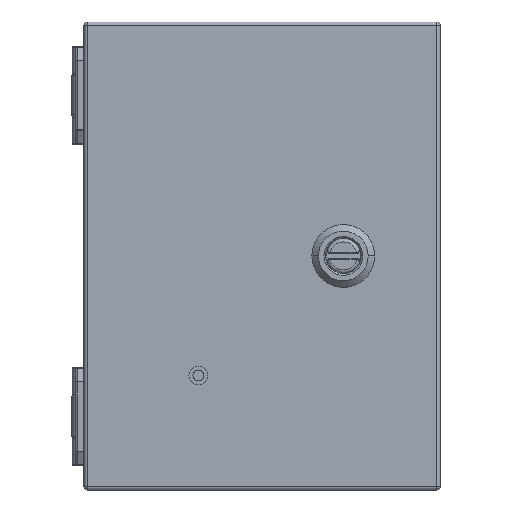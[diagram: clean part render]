
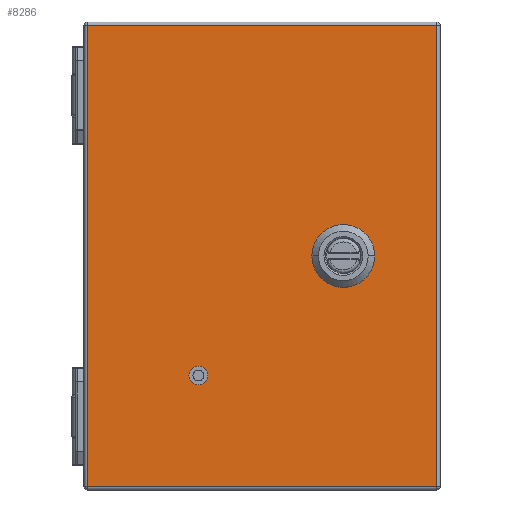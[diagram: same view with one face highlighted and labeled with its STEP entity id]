
A CAD part, top view. The second image highlights one B-rep face of the part: STEP entity #8286.
In plain terms, the highlighted planar face has unit normal (0, 0, 1).
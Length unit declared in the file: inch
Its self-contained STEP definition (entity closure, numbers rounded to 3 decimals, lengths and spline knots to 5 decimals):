
#33 = VERTEX_POINT ( 'NONE', #3925 ) ;
#545 = CARTESIAN_POINT ( 'NONE',  ( 1.076, 0.19848, 4.107 ) ) ;
#621 = EDGE_LOOP ( 'NONE', ( #8188 ) ) ;
#733 = CARTESIAN_POINT ( 'NONE',  ( 1.076, -0.19868, 4.107 ) ) ;
#788 = DIRECTION ( 'NONE',  ( 1., 0., 0. ) ) ;
#809 = FACE_OUTER_BOUND ( 'NONE', #3853, .T. ) ;
#952 = EDGE_CURVE ( 'NONE', #2259, #12141, #13236, .T. ) ;
#1004 = EDGE_CURVE ( 'NONE', #22645, #2259, #5179, .T. ) ;
#1250 = DIRECTION ( 'NONE',  ( 0., 0., 1. ) ) ;
#1354 = CARTESIAN_POINT ( 'NONE',  ( 3.145, 4.1275, 4.107 ) ) ;
#1595 = VERTEX_POINT ( 'NONE', #25151 ) ;
#1656 = AXIS2_PLACEMENT_3D ( 'NONE', #11422, #22311, #13561 ) ;
#1731 = DIRECTION ( 'NONE',  ( 0., -1., 0. ) ) ;
#2111 = EDGE_CURVE ( 'NONE', #10612, #10612, #3338, .T. ) ;
#2187 = LINE ( 'NONE', #27658, #20623 ) ;
#2259 = VERTEX_POINT ( 'NONE', #18019 ) ;
#2751 = CARTESIAN_POINT ( 'NONE',  ( 1.67058, 0.3959, 4.107 ) ) ;
#2903 = CARTESIAN_POINT ( 'NONE',  ( -3.1102, -1.0001, 4.107 ) ) ;
#3280 = CARTESIAN_POINT ( 'NONE',  ( 1.076, -0.19868, 4.107 ) ) ;
#3338 = CIRCLE ( 'NONE', #20220, 0.09655 ) ;
#3578 = EDGE_CURVE ( 'NONE', #15994, #29222, #16736, .T. ) ;
#3853 = EDGE_LOOP ( 'NONE', ( #20180, #11838, #21197, #14771 ) ) ;
#3907 = CARTESIAN_POINT ( 'NONE',  ( -3.1102, -4.1277, 4.107 ) ) ;
#3925 = CARTESIAN_POINT ( 'NONE',  ( -3.1102, 4.1275, 4.107 ) ) ;
#4556 = EDGE_CURVE ( 'NONE', #8881, #6319, #19082, .T. ) ;
#4737 = CIRCLE ( 'NONE', #28816, 0.443 ) ;
#5179 = CIRCLE ( 'NONE', #16306, 0.443 ) ;
#5328 = EDGE_CURVE ( 'NONE', #10549, #33, #26681, .T. ) ;
#5790 = FACE_BOUND ( 'NONE', #621, .T. ) ;
#6027 = VERTEX_POINT ( 'NONE', #29091 ) ;
#6319 = VERTEX_POINT ( 'NONE', #8764 ) ;
#6381 = CARTESIAN_POINT ( 'NONE',  ( 1.472, -0.0001, 4.107 ) ) ;
#6412 = AXIS2_PLACEMENT_3D ( 'NONE', #17137, #1250, #16994 ) ;
#6804 = CARTESIAN_POINT ( 'NONE',  ( 1.472, -0.0001, 4.107 ) ) ;
#7260 = DIRECTION ( 'NONE',  ( 0., 0., -1. ) ) ;
#7511 = CARTESIAN_POINT ( 'NONE',  ( 1.27342, 0.3959, 4.107 ) ) ;
#7572 = ORIENTED_EDGE ( 'NONE', *, *, #1004, .T. ) ;
#8188 = ORIENTED_EDGE ( 'NONE', *, *, #2111, .T. ) ;
#8286 = ADVANCED_FACE ( 'NONE', ( #809, #5790, #19548 ), #24056, .T. ) ;
#8395 = LINE ( 'NONE', #8556, #17282 ) ;
#8556 = CARTESIAN_POINT ( 'NONE',  ( 3.145, -1.0001, 4.107 ) ) ;
#8616 = CARTESIAN_POINT ( 'NONE',  ( 2.0173, 4.1275, 4.107 ) ) ;
#8764 = CARTESIAN_POINT ( 'NONE',  ( 3.145, -4.1277, 4.107 ) ) ;
#8881 = VERTEX_POINT ( 'NONE', #3907 ) ;
#8919 = CIRCLE ( 'NONE', #1656, 0.443 ) ;
#9636 = DIRECTION ( 'NONE',  ( 1., 0., 0. ) ) ;
#10167 = CARTESIAN_POINT ( 'NONE',  ( -1.02565, -2.1397, 4.107 ) ) ;
#10549 = VERTEX_POINT ( 'NONE', #1354 ) ;
#10612 = VERTEX_POINT ( 'NONE', #10167 ) ;
#10770 = CARTESIAN_POINT ( 'NONE',  ( -1.1222, -2.1397, 4.107 ) ) ;
#11422 = CARTESIAN_POINT ( 'NONE',  ( 1.472, -0.0001, 4.107 ) ) ;
#11649 = ORIENTED_EDGE ( 'NONE', *, *, #26830, .T. ) ;
#11838 = ORIENTED_EDGE ( 'NONE', *, *, #19574, .T. ) ;
#12141 = VERTEX_POINT ( 'NONE', #15699 ) ;
#12632 = EDGE_CURVE ( 'NONE', #1595, #6027, #2187, .T. ) ;
#12804 = VECTOR ( 'NONE', #9636, 39.37008 ) ;
#13095 = VECTOR ( 'NONE', #19299, 39.37008 ) ;
#13236 = LINE ( 'NONE', #22434, #15844 ) ;
#13307 = VECTOR ( 'NONE', #21324, 39.37008 ) ;
#13561 = DIRECTION ( 'NONE',  ( 1., 0., 0. ) ) ;
#14207 = ORIENTED_EDGE ( 'NONE', *, *, #952, .T. ) ;
#14256 = CARTESIAN_POINT ( 'NONE',  ( 2.0173, -4.1277, 4.107 ) ) ;
#14405 = AXIS2_PLACEMENT_3D ( 'NONE', #6804, #29709, #27155 ) ;
#14771 = ORIENTED_EDGE ( 'NONE', *, *, #14927, .T. ) ;
#14927 = EDGE_CURVE ( 'NONE', #6319, #10549, #8395, .T. ) ;
#15115 = DIRECTION ( 'NONE',  ( -1., 0., 0. ) ) ;
#15201 = EDGE_LOOP ( 'NONE', ( #20705, #23413, #11649, #25848, #7572, #14207, #28696, #24722 ) ) ;
#15697 = EDGE_CURVE ( 'NONE', #12141, #1595, #28339, .T. ) ;
#15699 = CARTESIAN_POINT ( 'NONE',  ( 1.868, -0.19868, 4.107 ) ) ;
#15784 = CARTESIAN_POINT ( 'NONE',  ( 1.27342, 0.3959, 4.107 ) ) ;
#15844 = VECTOR ( 'NONE', #1731, 39.37008 ) ;
#15994 = VERTEX_POINT ( 'NONE', #733 ) ;
#16200 = DIRECTION ( 'NONE',  ( 1., 0., 0. ) ) ;
#16306 = AXIS2_PLACEMENT_3D ( 'NONE', #16529, #27949, #25548 ) ;
#16529 = CARTESIAN_POINT ( 'NONE',  ( 1.472, -0.0001, 4.107 ) ) ;
#16736 = LINE ( 'NONE', #3280, #13095 ) ;
#16994 = DIRECTION ( 'NONE',  ( 1., 0., 0. ) ) ;
#17137 = CARTESIAN_POINT ( 'NONE',  ( 2.0173, -1.0001, 4.107 ) ) ;
#17282 = VECTOR ( 'NONE', #26943, 39.37008 ) ;
#17920 = DIRECTION ( 'NONE',  ( -1., 0., 0. ) ) ;
#18019 = CARTESIAN_POINT ( 'NONE',  ( 1.868, 0.19848, 4.107 ) ) ;
#18093 = VERTEX_POINT ( 'NONE', #15784 ) ;
#19082 = LINE ( 'NONE', #14256, #21784 ) ;
#19299 = DIRECTION ( 'NONE',  ( 0., 1., 0. ) ) ;
#19548 = FACE_BOUND ( 'NONE', #15201, .T. ) ;
#19574 = EDGE_CURVE ( 'NONE', #33, #8881, #26256, .T. ) ;
#20180 = ORIENTED_EDGE ( 'NONE', *, *, #5328, .T. ) ;
#20220 = AXIS2_PLACEMENT_3D ( 'NONE', #10770, #28843, #24336 ) ;
#20266 = EDGE_CURVE ( 'NONE', #6027, #15994, #8919, .T. ) ;
#20623 = VECTOR ( 'NONE', #17920, 39.37008 ) ;
#20705 = ORIENTED_EDGE ( 'NONE', *, *, #20266, .T. ) ;
#21197 = ORIENTED_EDGE ( 'NONE', *, *, #4556, .T. ) ;
#21324 = DIRECTION ( 'NONE',  ( 0., -1., 0. ) ) ;
#21784 = VECTOR ( 'NONE', #788, 39.37008 ) ;
#22311 = DIRECTION ( 'NONE',  ( 0., 0., -1. ) ) ;
#22434 = CARTESIAN_POINT ( 'NONE',  ( 1.868, 0.19848, 4.107 ) ) ;
#22645 = VERTEX_POINT ( 'NONE', #2751 ) ;
#23413 = ORIENTED_EDGE ( 'NONE', *, *, #3578, .T. ) ;
#24056 = PLANE ( 'NONE',  #6412 ) ;
#24190 = VECTOR ( 'NONE', #15115, 39.37008 ) ;
#24336 = DIRECTION ( 'NONE',  ( 1., 0., 0. ) ) ;
#24722 = ORIENTED_EDGE ( 'NONE', *, *, #12632, .T. ) ;
#25151 = CARTESIAN_POINT ( 'NONE',  ( 1.67058, -0.3961, 4.107 ) ) ;
#25548 = DIRECTION ( 'NONE',  ( 1., 0., 0. ) ) ;
#25848 = ORIENTED_EDGE ( 'NONE', *, *, #29177, .T. ) ;
#26256 = LINE ( 'NONE', #2903, #13307 ) ;
#26681 = LINE ( 'NONE', #8616, #24190 ) ;
#26830 = EDGE_CURVE ( 'NONE', #29222, #18093, #4737, .T. ) ;
#26943 = DIRECTION ( 'NONE',  ( 0., 1., 0. ) ) ;
#27155 = DIRECTION ( 'NONE',  ( 1., 0., 0. ) ) ;
#27658 = CARTESIAN_POINT ( 'NONE',  ( 1.67058, -0.3961, 4.107 ) ) ;
#27949 = DIRECTION ( 'NONE',  ( 0., 0., -1. ) ) ;
#28339 = CIRCLE ( 'NONE', #14405, 0.443 ) ;
#28449 = LINE ( 'NONE', #7511, #12804 ) ;
#28696 = ORIENTED_EDGE ( 'NONE', *, *, #15697, .T. ) ;
#28816 = AXIS2_PLACEMENT_3D ( 'NONE', #6381, #7260, #16200 ) ;
#28843 = DIRECTION ( 'NONE',  ( 0., 0., -1. ) ) ;
#29091 = CARTESIAN_POINT ( 'NONE',  ( 1.27342, -0.3961, 4.107 ) ) ;
#29177 = EDGE_CURVE ( 'NONE', #18093, #22645, #28449, .T. ) ;
#29222 = VERTEX_POINT ( 'NONE', #545 ) ;
#29709 = DIRECTION ( 'NONE',  ( 0., 0., -1. ) ) ;
